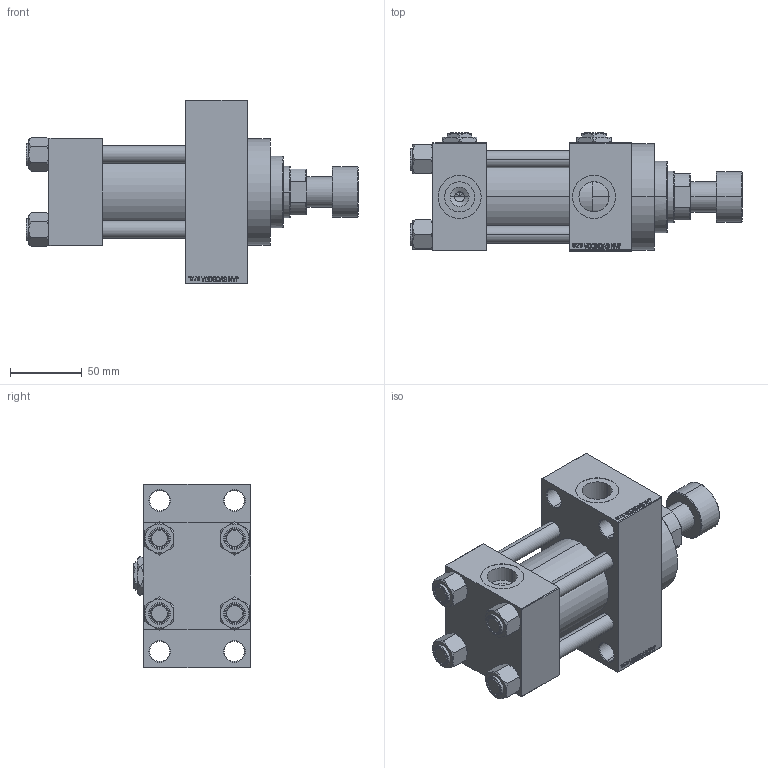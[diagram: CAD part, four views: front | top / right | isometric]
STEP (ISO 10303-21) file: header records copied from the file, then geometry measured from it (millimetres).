
FILE_DESCRIPTION (( 'STEP AP203' ), '1' );
FILE_NAME ('5a00.STEP', '2022-06-20T09:05:22', ( '' ), ( '' ), 'SwSTEP 2.0', 'SolidWorks 2019', '' );
FILE_SCHEMA (( 'CONFIG_CONTROL_DESIGN' ));
Length unit declared in the file: millimetre
Products named in the file (8): V215CD_NUT_M5_D c82f2f8f71337b8a1cd36b6f40aa05e0; V215CD_VCP_D c82f2f8f71337b8a1cd36b6f40aa05e0; V215CR_ROD_END_F c82f2f8f71337b8a1cd36b6f40aa05e0; Zatka_pro_OIL_PORT c82f2f8f71337b8a1cd36b6f40aa05e0; V215CD_VC_A c82f2f8f71337b8a1cd36b6f40aa05e0; V215CD_D_TYCINKA c82f2f8f71337b8a1cd36b6f40aa05e0; V215CD_D_Body c82f2f8f71337b8a1cd36b6f40aa05e0; 5a00
Assembly tree (14 placements, depth 2):
  5a00
    V215CD_D_Body c82f2f8f71337b8a1cd36b6f40aa05e0
    V215CD_VC_A c82f2f8f71337b8a1cd36b6f40aa05e0
    V215CD_VCP_D c82f2f8f71337b8a1cd36b6f40aa05e0
    V215CD_D_TYCINKA c82f2f8f71337b8a1cd36b6f40aa05e0  x4
    V215CD_NUT_M5_D c82f2f8f71337b8a1cd36b6f40aa05e0  x4
    V215CR_ROD_END_F c82f2f8f71337b8a1cd36b6f40aa05e0
    Zatka_pro_OIL_PORT c82f2f8f71337b8a1cd36b6f40aa05e0  x2
Bounding box: 231 x 82 x 128 mm (x, y, z)
Volume: 836351.3 mm3; surface area: 185280.5 mm2
Topology: 14 solids, 14 shells, 1228 faces, 3036 edges, 1954 vertices
Faces by surface type: plane 553, bspline 368, cone 188, cylinder 107, torus 12
Entity records: 50058 total; most frequent: CARTESIAN_POINT 25836, ORIENTED_EDGE 5372, DIRECTION 3584, EDGE_CURVE 2686, VERTEX_POINT 1752, VECTOR 1564, LINE 1564, EDGE_LOOP 1206
